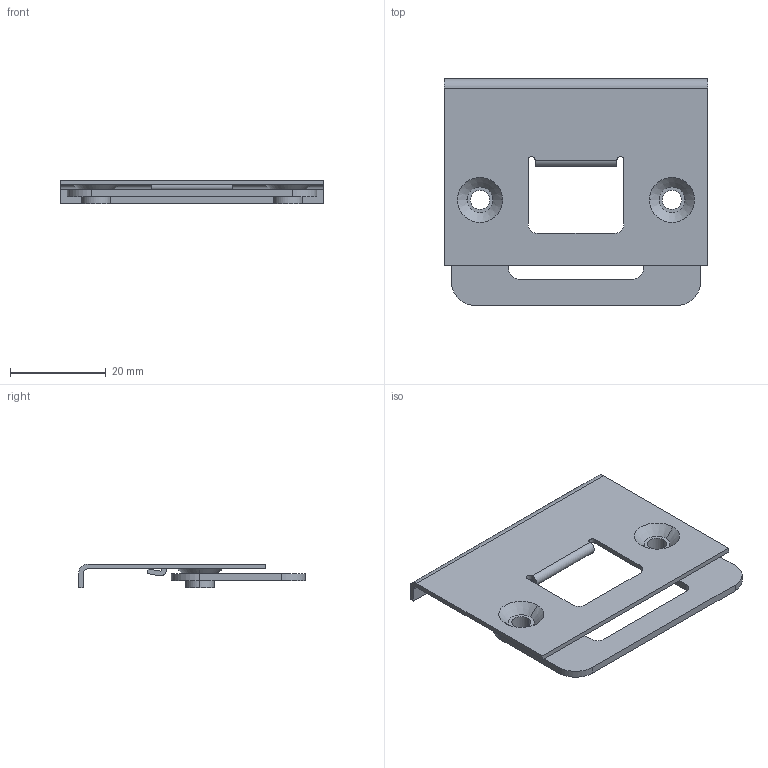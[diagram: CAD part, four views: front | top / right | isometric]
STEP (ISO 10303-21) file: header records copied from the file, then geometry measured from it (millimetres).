
FILE_DESCRIPTION (( 'STEP AP203' ), '1' );
FILE_NAME ('sone3D.STEP', '2014-06-09T09:01:18', ( '' ), ( '' ), 'SwSTEP 2.0', 'SolidWorks 2012', '' );
FILE_SCHEMA (( 'CONFIG_CONTROL_DESIGN' ));
Length unit declared in the file: millimetre
Products named in the file (3): sone3D; A-151-ST-5受け_; A-151-ST-5_
Assembly tree (2 placements, depth 2):
  sone3D
    A-151-ST-5_
    A-151-ST-5受け_
Bounding box: 55 x 47.3 x 5 mm (x, y, z)
Volume: 3231.6 mm3; surface area: 6401.8 mm2
Topology: 2 solids, 2 shells, 58 faces, 146 edges, 96 vertices
Faces by surface type: plane 28, cylinder 22, cone 8
Entity records: 2083 total; most frequent: DIRECTION 332, CARTESIAN_POINT 305, ORIENTED_EDGE 292, EDGE_CURVE 146, AXIS2_PLACEMENT_3D 123, VERTEX_POINT 96, LINE 86, VECTOR 86
